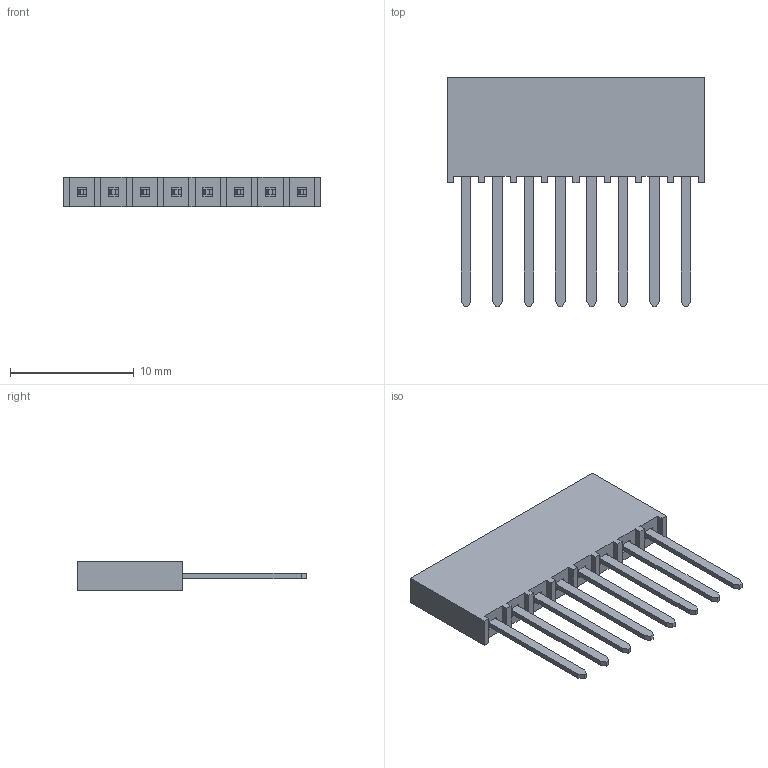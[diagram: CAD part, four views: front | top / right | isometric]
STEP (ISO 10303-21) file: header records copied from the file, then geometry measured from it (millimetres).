
FILE_DESCRIPTION(/* description */ ('STEP AP214'),/* implementation_level */ '2;1');
FILE_NAME(/* name */ 'SSW-108-03-G-S',/* time_stamp */ '2025-11-05T13:42:16+01:00',/* author */ ('License CC BY-ND 4.0'),/* organization */ ('CADENAS'),/* preprocessor_version */ 'ST-DEVELOPER v20',/* originating_system */ 'PARTsolutions',/* authorisation */ ' ');
FILE_SCHEMA (('AUTOMOTIVE_DESIGN {1 0 10303 214 3 1 1}'));
Length unit declared in the file: inch
Products named in the file (3): SSW-108-03-G-S; T1SSW-108-03-G-S; P2SSW-108-03-G-S
Assembly tree (2 placements, depth 2):
  SSW-108-03-G-S
    T1SSW-108-03-G-S
    P2SSW-108-03-G-S
Bounding box: 20.83 x 18.52 x 2.41 mm (x, y, z)
Volume: 398.5 mm3; surface area: 946.9 mm2
Topology: 2 solids, 2 shells, 132 faces, 360 edges, 240 vertices
Faces by surface type: plane 132
Entity records: 4194 total; most frequent: CARTESIAN_POINT 735, ORIENTED_EDGE 720, DIRECTION 630, EDGE_CURVE 360, LINE 360, VECTOR 360, VERTEX_POINT 240, EDGE_LOOP 156
